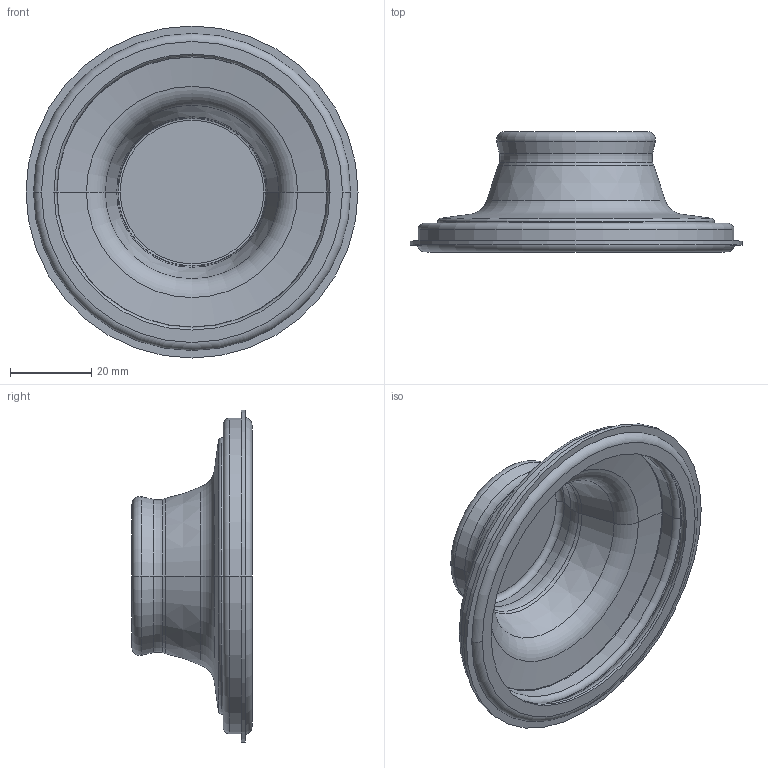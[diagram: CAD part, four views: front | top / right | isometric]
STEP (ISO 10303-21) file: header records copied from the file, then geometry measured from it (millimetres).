
FILE_DESCRIPTION((''),'2;1');
FILE_NAME('113_SW0001','2010-12-13T',('project'),(''),'PRO/ENGINEER BY PARAMETRIC TECHNOLOGY CORPORATION, 2009300','PRO/ENGINEER BY PARAMETRIC TECHNOLOGY CORPORATION, 2009300','');
FILE_SCHEMA(('CONFIG_CONTROL_DESIGN'));
Length unit declared in the file: inch
Products named in the file (1): 113_SW0001
Bounding box: 81.89 x 29.62 x 81.89 mm (x, y, z)
Surface area: 19640.7 mm2 (no closed solid volume)
Topology: 0 solids, 3 shells, 59 faces, 120 edges, 68 vertices
Faces by surface type: torus 26, cone 16, cylinder 10, plane 7
Entity records: 1593 total; most frequent: DIRECTION 332, CARTESIAN_POINT 247, ORIENTED_EDGE 232, AXIS2_PLACEMENT_3D 153, EDGE_CURVE 120, CIRCLE 94, VERTEX_POINT 68, EDGE_LOOP 64
